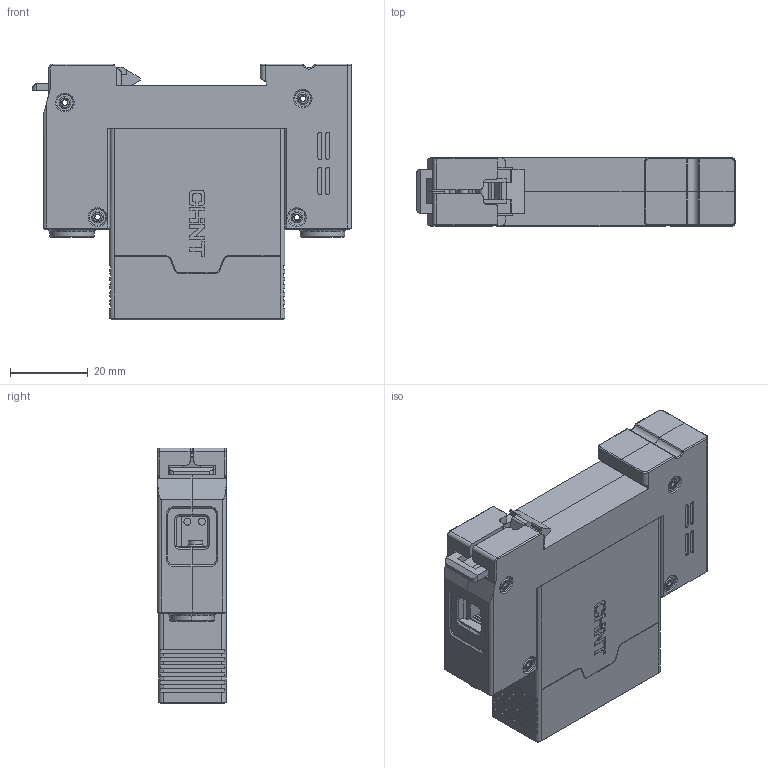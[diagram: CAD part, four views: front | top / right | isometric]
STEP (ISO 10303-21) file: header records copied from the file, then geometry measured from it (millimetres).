
FILE_DESCRIPTION((''),'2;1');
FILE_NAME('123','2024-05-05T08:16:10',('wanghy1'),(''),'CREO PARAMETRIC BY PTC INC, 2020044','CREO PARAMETRIC BY PTC INC, 2020044','');
FILE_SCHEMA(('CONFIG_CONTROL_DESIGN','SHAPE_APPEARANCE_LAYERS_GROUPS'));
Products named in the file (1): 123
Bounding box: 81.9 x 17.5 x 65.7 mm (x, y, z)
Surface area: 49274 mm2 (no closed solid volume)
Topology: 0 solids, 15 shells, 2149 faces, 5865 edges, 3814 vertices
Faces by surface type: plane 1521, cylinder 401, torus 79, extrusion 76, cone 64, sphere 4, bspline 4
Entity records: 83443 total; most frequent: CARTESIAN_POINT 12986, ORIENTED_EDGE 11730, DIRECTION 11020, EDGE_CURVE 5865, VECTOR 4584, LINE 4508, VERTEX_POINT 3815, AXIS2_PLACEMENT_3D 3218
